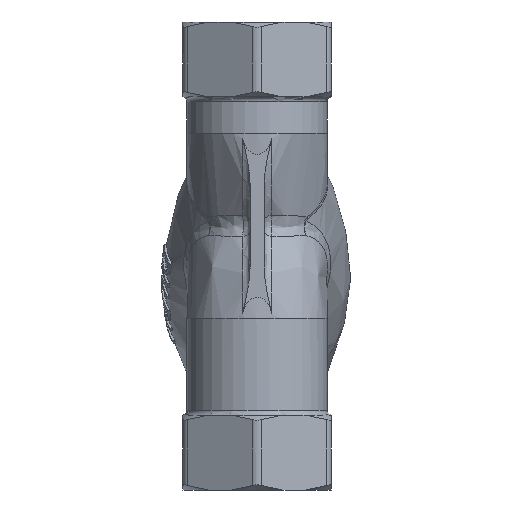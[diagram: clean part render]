
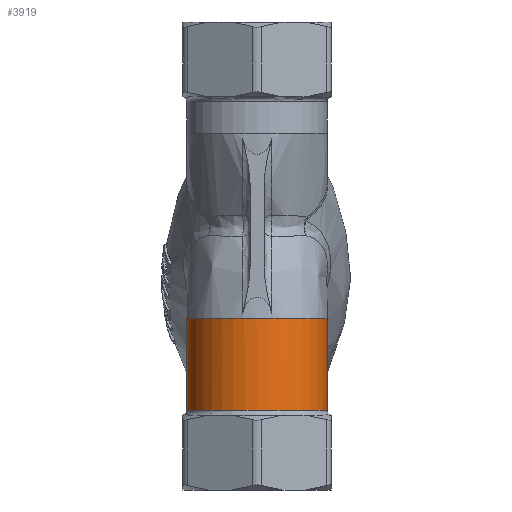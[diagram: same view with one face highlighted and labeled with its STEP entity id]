
A CAD part, front view. The second image highlights one B-rep face of the part: STEP entity #3919.
In plain terms, the highlighted cylindrical face has radius 15 mm (diameter 30 mm), a full revolution.
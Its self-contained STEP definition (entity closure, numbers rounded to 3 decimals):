
#289=FACE_OUTER_BOUND('',#521,.T.);
#521=EDGE_LOOP('',(#2541,#2542,#2543,#2544,#2545,#2546));
#776=B_SPLINE_CURVE_WITH_KNOTS('',3,(#5539,#5540,#5541,#5542,#5543,#5544,
#5545,#5546,#5547,#5548,#5549,#5550,#5551,#5552),.UNSPECIFIED.,.F.,.F.,
(4,1,1,1,1,1,1,1,1,1,1,4),(-5.595,-4.796,-3.997,
-3.597,-3.197,-2.931,-2.398,
-2.132,-1.865,-1.599,-0.799,
0.),.UNSPECIFIED.);
#1020=CIRCLE('',#4195,15.);
#1031=CIRCLE('',#4212,15.);
#1032=CIRCLE('',#4213,15.);
#1152=LINE('',#5555,#1323);
#1323=VECTOR('',#4586,15.);
#1514=VERTEX_POINT('',#5439);
#1534=VERTEX_POINT('',#5537);
#1535=VERTEX_POINT('',#5538);
#1536=VERTEX_POINT('',#5553);
#1902=EDGE_CURVE('',#1514,#1514,#1020,.T.);
#1928=EDGE_CURVE('',#1534,#1535,#776,.T.);
#1929=EDGE_CURVE('',#1536,#1534,#1031,.T.);
#1930=EDGE_CURVE('',#1536,#1514,#1152,.T.);
#1931=EDGE_CURVE('',#1535,#1536,#1032,.T.);
#2541=ORIENTED_EDGE('',*,*,#1928,.F.);
#2542=ORIENTED_EDGE('',*,*,#1929,.F.);
#2543=ORIENTED_EDGE('',*,*,#1930,.T.);
#2544=ORIENTED_EDGE('',*,*,#1902,.F.);
#2545=ORIENTED_EDGE('',*,*,#1930,.F.);
#2546=ORIENTED_EDGE('',*,*,#1931,.F.);
#3644=CYLINDRICAL_SURFACE('',#4211,15.);
#3919=ADVANCED_FACE('',(#289),#3644,.T.);
#4195=AXIS2_PLACEMENT_3D('',#5441,#4540,#4541);
#4211=AXIS2_PLACEMENT_3D('',#5536,#4582,#4583);
#4212=AXIS2_PLACEMENT_3D('',#5554,#4584,#4585);
#4213=AXIS2_PLACEMENT_3D('',#5556,#4587,#4588);
#4540=DIRECTION('center_axis',(0.,0.,-1.));
#4541=DIRECTION('ref_axis',(1.,0.,0.));
#4582=DIRECTION('center_axis',(0.,0.,1.));
#4583=DIRECTION('ref_axis',(1.,0.,0.));
#4584=DIRECTION('center_axis',(0.,0.,1.));
#4585=DIRECTION('ref_axis',(1.,0.,0.));
#4586=DIRECTION('',(0.,0.,-1.));
#4587=DIRECTION('center_axis',(0.,0.,1.));
#4588=DIRECTION('ref_axis',(1.,0.,0.));
#5439=CARTESIAN_POINT('',(-15.,0.,-83.));
#5441=CARTESIAN_POINT('Origin',(0.,0.,-83.));
#5536=CARTESIAN_POINT('Origin',(0.,0.,-100.));
#5537=CARTESIAN_POINT('',(13.155,7.206,-63.342));
#5538=CARTESIAN_POINT('',(-13.155,7.206,-63.342));
#5539=CARTESIAN_POINT('Ctrl Pts',(13.155,7.206,-63.342));
#5540=CARTESIAN_POINT('Ctrl Pts',(12.645,8.138,-65.642));
#5541=CARTESIAN_POINT('Ctrl Pts',(11.347,10.045,-70.104));
#5542=CARTESIAN_POINT('Ctrl Pts',(8.757,12.351,-75.195));
#5543=CARTESIAN_POINT('Ctrl Pts',(5.842,13.9,-78.547));
#5544=CARTESIAN_POINT('Ctrl Pts',(3.449,14.67,-80.198));
#5545=CARTESIAN_POINT('Ctrl Pts',(0.379,15.112,-81.145));
#5546=CARTESIAN_POINT('Ctrl Pts',(-2.493,14.901,-80.693));
#5547=CARTESIAN_POINT('Ctrl Pts',(-4.952,14.197,-79.184));
#5548=CARTESIAN_POINT('Ctrl Pts',(-6.579,13.517,-77.718));
#5549=CARTESIAN_POINT('Ctrl Pts',(-8.929,12.199,-74.859));
#5550=CARTESIAN_POINT('Ctrl Pts',(-11.344,10.046,-70.106));
#5551=CARTESIAN_POINT('Ctrl Pts',(-12.645,8.138,-65.642));
#5552=CARTESIAN_POINT('Ctrl Pts',(-13.155,7.206,-63.342));
#5553=CARTESIAN_POINT('',(-15.,0.,-63.342));
#5554=CARTESIAN_POINT('Origin',(0.,0.,-63.342));
#5555=CARTESIAN_POINT('',(-15.,0.,-100.));
#5556=CARTESIAN_POINT('Origin',(0.,0.,-63.342));
